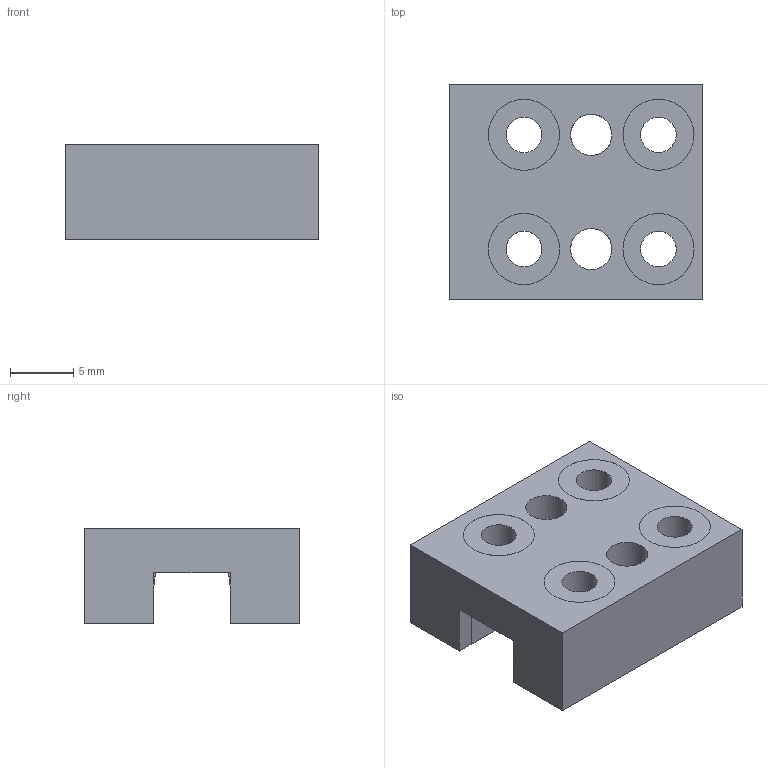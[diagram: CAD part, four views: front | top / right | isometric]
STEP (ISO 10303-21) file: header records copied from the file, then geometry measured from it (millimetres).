
FILE_DESCRIPTION(('Open CASCADE Model'),'2;1');
FILE_NAME('Open CASCADE Shape Model','2025-02-21T16:55:32',('Author'),( 'Open CASCADE'),'Open CASCADE STEP processor 7.7','Open CASCADE 7.7' ,'Unknown');
FILE_SCHEMA(('AUTOMOTIVE_DESIGN { 1 0 10303 214 1 1 1 1 }'));
Length unit declared in the file: millimetre
Products named in the file (1): SOLID
Bounding box: 20 x 17 x 7.5 mm (x, y, z)
Volume: 1578.9 mm3; surface area: 1596.5 mm2
Topology: 1 solids, 1 shells, 62 faces, 178 edges, 116 vertices
Faces by surface type: plane 51, cylinder 11
Full cylindrical faces by diameter (mm): 2.8 x4, 3.25 x2, 5.6 x4
Entity records: 4314 total; most frequent: CARTESIAN_POINT 769, DIRECTION 648, LINE 390, VECTOR 390, ORIENTED_EDGE 356, PCURVE 356, DEFINITIONAL_REPRESENTATION 356, EDGE_CURVE 178
